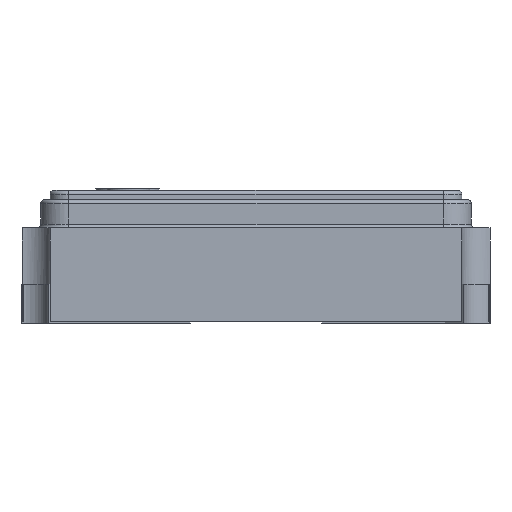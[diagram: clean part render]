
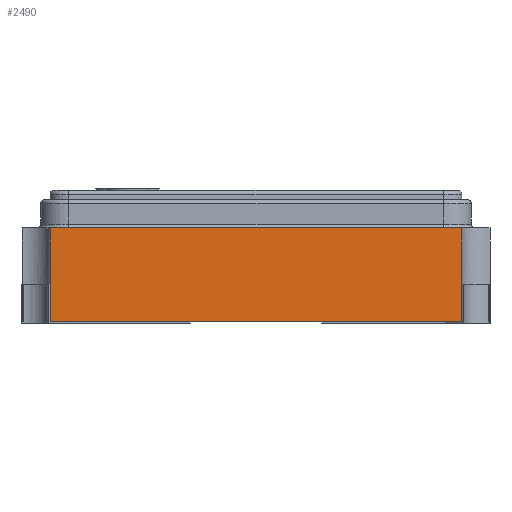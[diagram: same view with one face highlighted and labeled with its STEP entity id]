
A CAD part, left-side view. The second image highlights one B-rep face of the part: STEP entity #2490.
In plain terms, the highlighted free-form (B-spline) face has degree [1, 1] with [2, 2] control points.
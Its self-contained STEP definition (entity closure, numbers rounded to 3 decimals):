
#1846 = VERTEX_POINT('',#1847);
#1847 = CARTESIAN_POINT('',(-1.6,-1.1,0.01));
#1853 = EDGE_CURVE('',#1854,#1846,#1856,.T.);
#1854 = VERTEX_POINT('',#1855);
#1855 = CARTESIAN_POINT('',(-1.6,1.1,0.01));
#1856 = B_SPLINE_CURVE_WITH_KNOTS('',1,(#1857,#1858),.UNSPECIFIED.,.F.,
  .F.,(2,2),(0.15,2.35),.PIECEWISE_BEZIER_KNOTS.);
#1857 = CARTESIAN_POINT('',(-1.6,1.1,0.01));
#1858 = CARTESIAN_POINT('',(-1.6,-1.1,0.01));
#2351 = VERTEX_POINT('',#2352);
#2352 = CARTESIAN_POINT('',(-1.6,1.1,0.51));
#2358 = EDGE_CURVE('',#2351,#1854,#2359,.T.);
#2359 = B_SPLINE_CURVE_WITH_KNOTS('',1,(#2360,#2361),.UNSPECIFIED.,.F.,
  .F.,(2,2),(-0.5,0.),.PIECEWISE_BEZIER_KNOTS.);
#2360 = CARTESIAN_POINT('',(-1.6,1.1,0.51));
#2361 = CARTESIAN_POINT('',(-1.6,1.1,0.01));
#2490 = ADVANCED_FACE('',(#2491),#2507,.F.);
#2491 = FACE_BOUND('',#2492,.T.);
#2492 = EDGE_LOOP('',(#2493,#2500,#2501,#2502));
#2493 = ORIENTED_EDGE('',*,*,#2494,.F.);
#2494 = EDGE_CURVE('',#2351,#2495,#2497,.T.);
#2495 = VERTEX_POINT('',#2496);
#2496 = CARTESIAN_POINT('',(-1.6,-1.1,0.51));
#2497 = B_SPLINE_CURVE_WITH_KNOTS('',1,(#2498,#2499),.UNSPECIFIED.,.F.,
  .F.,(2,2),(0.15,2.35),.PIECEWISE_BEZIER_KNOTS.);
#2498 = CARTESIAN_POINT('',(-1.6,1.1,0.51));
#2499 = CARTESIAN_POINT('',(-1.6,-1.1,0.51));
#2500 = ORIENTED_EDGE('',*,*,#2358,.T.);
#2501 = ORIENTED_EDGE('',*,*,#1853,.T.);
#2502 = ORIENTED_EDGE('',*,*,#2503,.T.);
#2503 = EDGE_CURVE('',#1846,#2495,#2504,.T.);
#2504 = B_SPLINE_CURVE_WITH_KNOTS('',1,(#2505,#2506),.UNSPECIFIED.,.F.,
  .F.,(2,2),(0.,0.5),.PIECEWISE_BEZIER_KNOTS.);
#2505 = CARTESIAN_POINT('',(-1.6,-1.1,0.01));
#2506 = CARTESIAN_POINT('',(-1.6,-1.1,0.51));
#2507 = B_SPLINE_SURFACE_WITH_KNOTS('',1,1,(
    (#2508,#2509)
    ,(#2510,#2511
    )),.UNSPECIFIED.,.F.,.F.,.F.,(2,2),(2,2),(0.,0.5),(-2.35,-0.15),
  .PIECEWISE_BEZIER_KNOTS.);
#2508 = CARTESIAN_POINT('',(-1.6,-1.1,0.51));
#2509 = CARTESIAN_POINT('',(-1.6,1.1,0.51));
#2510 = CARTESIAN_POINT('',(-1.6,-1.1,0.01));
#2511 = CARTESIAN_POINT('',(-1.6,1.1,0.01));
